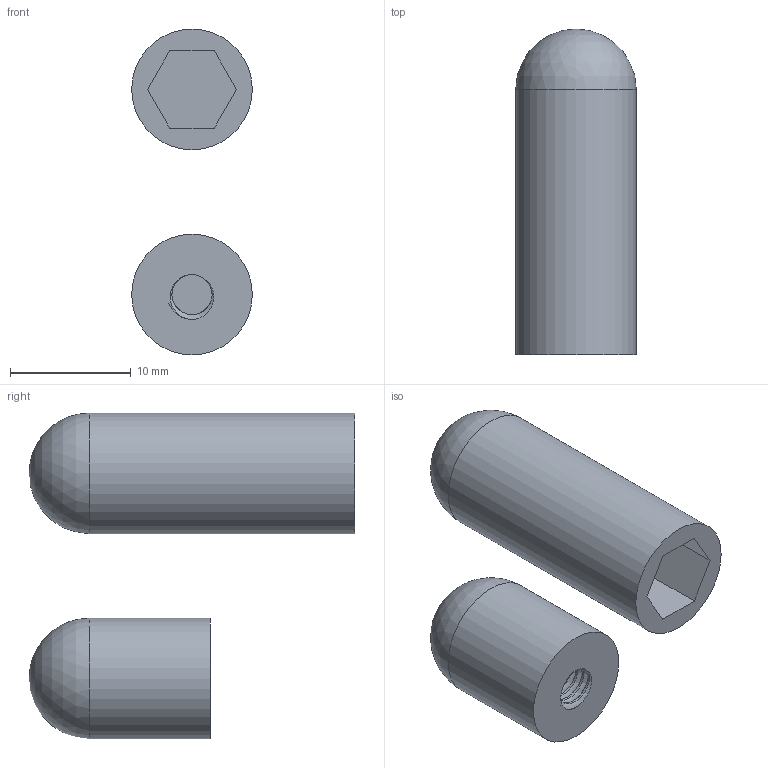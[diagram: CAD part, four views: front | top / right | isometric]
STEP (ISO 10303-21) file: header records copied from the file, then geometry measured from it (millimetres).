
FILE_DESCRIPTION(/* description */ (''),/* implementation_level */ '2;1');
FILE_NAME(/* name */ 'probe_1.step',/* time_stamp */ '2024-03-25T17:05:01+10:00',/* author */ (''),/* organization */ (''),/* preprocessor_version */ 'ST-DEVELOPER v20',/* originating_system */ 'Autodesk Translation Framework v12.20.1.177',/* authorisation */ '');
FILE_SCHEMA (('AUTOMOTIVE_DESIGN { 1 0 10303 214 3 1 1 }'));
Length unit declared in the file: millimetre
Products named in the file (1): probe_1
Bounding box: 10 x 27 x 27 mm (x, y, z)
Volume: 2688.8 mm3; surface area: 1811.9 mm2
Topology: 2 solids, 2 shells, 45 faces, 168 edges, 127 vertices
Faces by surface type: cylinder 31, plane 10, sphere 2, bspline 2
Full cylindrical faces by diameter (mm): 3.332 x12, 4.109 x13, 10 x2
Entity records: 11246 total; most frequent: CARTESIAN_POINT 9959, ORIENTED_EDGE 332, EDGE_CURVE 166, DIRECTION 161, VERTEX_POINT 127, B_SPLINE_CURVE_WITH_KNOTS 106, AXIS2_PLACEMENT_3D 57, EDGE_LOOP 47
